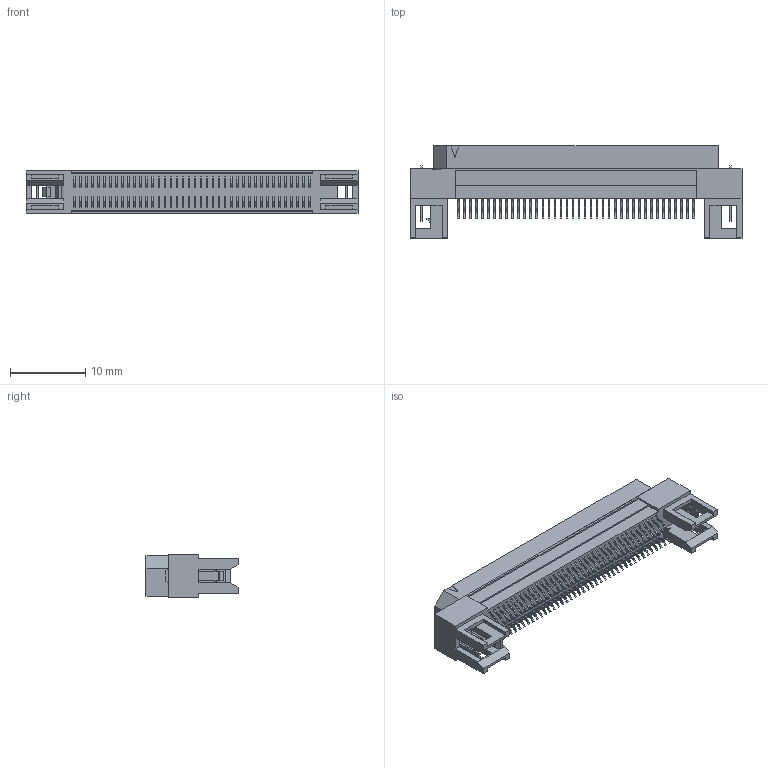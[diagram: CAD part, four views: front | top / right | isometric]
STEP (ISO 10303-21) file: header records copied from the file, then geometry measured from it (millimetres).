
FILE_DESCRIPTION(/* description */ ('STEP AP214'),/* implementation_level */ '2;1');
FILE_NAME(/* name */ 'ERF8-040-01-L-D-EM2-TR',/* time_stamp */ '2024-01-19T09:27:44+01:00',/* author */ ('License CC BY-ND 4.0'),/* organization */ ('CADENAS'),/* preprocessor_version */ 'ST-DEVELOPER v19.3',/* originating_system */ 'PARTsolutions',/* authorisation */ ' ');
FILE_SCHEMA (('AUTOMOTIVE_DESIGN {1 0 10303 214 3 1 1}'));
Products named in the file (4): ERF8-040-01-L-D-EM2-TR; C-221-040-EM22; C-221-040-EM2; ERF8-040-01-D-EM2_socket
Assembly tree (3 placements, depth 2):
  ERF8-040-01-L-D-EM2-TR
    C-221-040-EM22
    C-221-040-EM2
    ERF8-040-01-D-EM2_socket
Bounding box: 44 x 12.2 x 5.6 mm (x, y, z)
Volume: 1120.7 mm3; surface area: 2773.4 mm2
Topology: 3 solids, 3 shells, 2852 faces, 8552 edges, 5698 vertices
Faces by surface type: plane 2356, cylinder 496
Entity records: 95203 total; most frequent: CARTESIAN_POINT 17106, ORIENTED_EDGE 17104, DIRECTION 15256, EDGE_CURVE 8552, LINE 7560, VECTOR 7560, VERTEX_POINT 5698, AXIS2_PLACEMENT_3D 3848
